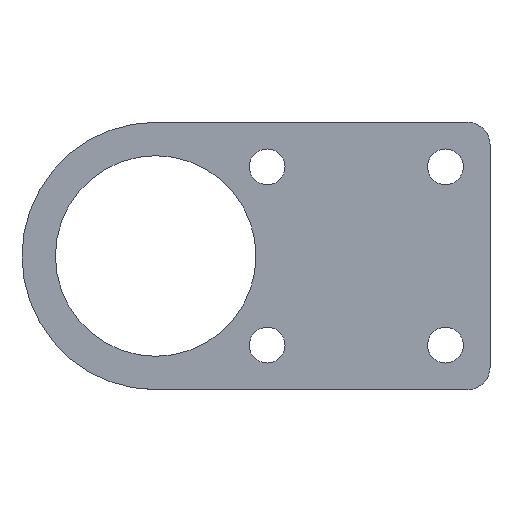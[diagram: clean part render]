
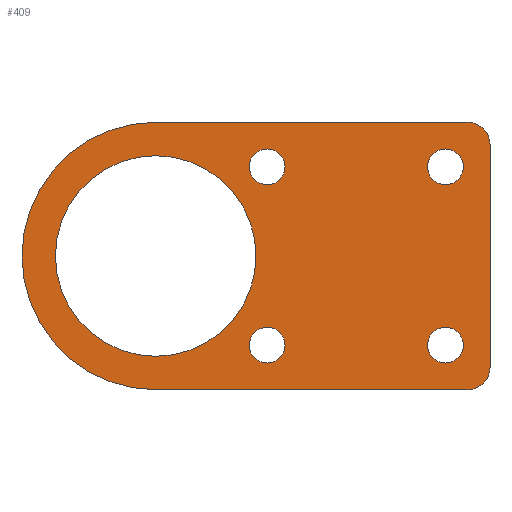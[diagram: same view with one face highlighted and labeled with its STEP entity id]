
A CAD part, top view. The second image highlights one B-rep face of the part: STEP entity #409.
In plain terms, the highlighted planar face has unit normal (0, 0, 1).
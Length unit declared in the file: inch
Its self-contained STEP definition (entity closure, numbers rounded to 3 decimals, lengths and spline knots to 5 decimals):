
#1 = EDGE_CURVE ( 'NONE', #607, #510, #425, .T. ) ;
#2 = CIRCLE ( 'NONE', #219, 0.1005 ) ;
#6 = LINE ( 'NONE', #260, #444 ) ;
#7 = EDGE_LOOP ( 'NONE', ( #86, #49 ) ) ;
#13 = DIRECTION ( 'NONE',  ( 1., 0., 0. ) ) ;
#24 = CIRCLE ( 'NONE', #242, 0.1005 ) ;
#27 = FACE_OUTER_BOUND ( 'NONE', #400, .T. ) ;
#30 = CARTESIAN_POINT ( 'NONE',  ( 1.7255, -0.5, 0. ) ) ;
#32 = AXIS2_PLACEMENT_3D ( 'NONE', #345, #553, #303 ) ;
#35 = VERTEX_POINT ( 'NONE', #381 ) ;
#41 = EDGE_LOOP ( 'NONE', ( #548, #332 ) ) ;
#43 = AXIS2_PLACEMENT_3D ( 'NONE', #52, #111, #508 ) ;
#46 = VERTEX_POINT ( 'NONE', #30 ) ;
#47 = CARTESIAN_POINT ( 'NONE',  ( 1.875, -0.75, 0. ) ) ;
#49 = ORIENTED_EDGE ( 'NONE', *, *, #392, .F. ) ;
#51 = VERTEX_POINT ( 'NONE', #450 ) ;
#52 = CARTESIAN_POINT ( 'NONE',  ( 0., 0., 0. ) ) ;
#66 = EDGE_CURVE ( 'NONE', #122, #435, #527, .T. ) ;
#71 = EDGE_LOOP ( 'NONE', ( #297, #502 ) ) ;
#76 = PLANE ( 'NONE',  #98 ) ;
#81 = FACE_BOUND ( 'NONE', #7, .T. ) ;
#86 = ORIENTED_EDGE ( 'NONE', *, *, #249, .F. ) ;
#87 = EDGE_CURVE ( 'NONE', #367, #523, #320, .T. ) ;
#90 = CARTESIAN_POINT ( 'NONE',  ( 1.5245, 0.5, 0. ) ) ;
#93 = DIRECTION ( 'NONE',  ( 1., 0., 0. ) ) ;
#98 = AXIS2_PLACEMENT_3D ( 'NONE', #522, #330, #574 ) ;
#99 = AXIS2_PLACEMENT_3D ( 'NONE', #398, #148, #361 ) ;
#100 = CARTESIAN_POINT ( 'NONE',  ( 1.625, 0.5, 0. ) ) ;
#103 = VERTEX_POINT ( 'NONE', #146 ) ;
#105 = DIRECTION ( 'NONE',  ( 0., 0., 1. ) ) ;
#108 = CARTESIAN_POINT ( 'NONE',  ( -0.5625, 0., 0. ) ) ;
#111 = DIRECTION ( 'NONE',  ( 0., 0., 1. ) ) ;
#122 = VERTEX_POINT ( 'NONE', #247 ) ;
#123 = FACE_BOUND ( 'NONE', #204, .T. ) ;
#124 = VERTEX_POINT ( 'NONE', #652 ) ;
#135 = AXIS2_PLACEMENT_3D ( 'NONE', #579, #390, #287 ) ;
#139 = ORIENTED_EDGE ( 'NONE', *, *, #642, .F. ) ;
#146 = CARTESIAN_POINT ( 'NONE',  ( 1.5245, -0.5, 0. ) ) ;
#148 = DIRECTION ( 'NONE',  ( 0., 0., 1. ) ) ;
#152 = DIRECTION ( 'NONE',  ( 0., 1., 0. ) ) ;
#153 = EDGE_CURVE ( 'NONE', #523, #367, #397, .T. ) ;
#171 = EDGE_CURVE ( 'NONE', #302, #122, #545, .T. ) ;
#173 = FACE_BOUND ( 'NONE', #41, .T. ) ;
#179 = ORIENTED_EDGE ( 'NONE', *, *, #577, .F. ) ;
#181 = EDGE_CURVE ( 'NONE', #435, #51, #6, .T. ) ;
#182 = LINE ( 'NONE', #276, #374 ) ;
#186 = DIRECTION ( 'NONE',  ( 1., 0., 0. ) ) ;
#192 = ORIENTED_EDGE ( 'NONE', *, *, #428, .T. ) ;
#195 = CIRCLE ( 'NONE', #135, 0.125 ) ;
#196 = AXIS2_PLACEMENT_3D ( 'NONE', #100, #294, #443 ) ;
#204 = EDGE_LOOP ( 'NONE', ( #285, #448 ) ) ;
#209 = AXIS2_PLACEMENT_3D ( 'NONE', #225, #433, #575 ) ;
#211 = DIRECTION ( 'NONE',  ( 0., 0., 1. ) ) ;
#219 = AXIS2_PLACEMENT_3D ( 'NONE', #432, #224, #630 ) ;
#224 = DIRECTION ( 'NONE',  ( 0., 0., 1. ) ) ;
#225 = CARTESIAN_POINT ( 'NONE',  ( 0., 0., 0. ) ) ;
#228 = CARTESIAN_POINT ( 'NONE',  ( 0.7255, 0.5, 0. ) ) ;
#233 = CIRCLE ( 'NONE', #612, 0.1005 ) ;
#234 = CARTESIAN_POINT ( 'NONE',  ( 1.75, 0.75, 0. ) ) ;
#237 = DIRECTION ( 'NONE',  ( 0., 0., 1. ) ) ;
#241 = VERTEX_POINT ( 'NONE', #358 ) ;
#242 = AXIS2_PLACEMENT_3D ( 'NONE', #293, #306, #643 ) ;
#247 = CARTESIAN_POINT ( 'NONE',  ( 1.75, -0.75, 0. ) ) ;
#249 = EDGE_CURVE ( 'NONE', #46, #103, #447, .T. ) ;
#250 = DIRECTION ( 'NONE',  ( 0., 0., 1. ) ) ;
#260 = CARTESIAN_POINT ( 'NONE',  ( 1.875, 0.75, 0. ) ) ;
#276 = CARTESIAN_POINT ( 'NONE',  ( 0., 0.75, 0. ) ) ;
#283 = EDGE_CURVE ( 'NONE', #124, #371, #477, .T. ) ;
#285 = ORIENTED_EDGE ( 'NONE', *, *, #611, .F. ) ;
#287 = DIRECTION ( 'NONE',  ( 1., 0., 0. ) ) ;
#289 = AXIS2_PLACEMENT_3D ( 'NONE', #418, #615, #609 ) ;
#293 = CARTESIAN_POINT ( 'NONE',  ( 0.625, -0.5, 0. ) ) ;
#294 = DIRECTION ( 'NONE',  ( 0., 0., 1. ) ) ;
#295 = ORIENTED_EDGE ( 'NONE', *, *, #171, .T. ) ;
#297 = ORIENTED_EDGE ( 'NONE', *, *, #1, .F. ) ;
#302 = VERTEX_POINT ( 'NONE', #618 ) ;
#303 = DIRECTION ( 'NONE',  ( -1., 0., 0. ) ) ;
#306 = DIRECTION ( 'NONE',  ( 0., 0., 1. ) ) ;
#320 = CIRCLE ( 'NONE', #196, 0.1005 ) ;
#325 = CARTESIAN_POINT ( 'NONE',  ( 1.7255, 0.5, 0. ) ) ;
#330 = DIRECTION ( 'NONE',  ( 0., 0., 1. ) ) ;
#332 = ORIENTED_EDGE ( 'NONE', *, *, #153, .F. ) ;
#345 = CARTESIAN_POINT ( 'NONE',  ( 1.625, 0.5, 0. ) ) ;
#356 = EDGE_LOOP ( 'NONE', ( #179, #139 ) ) ;
#358 = CARTESIAN_POINT ( 'NONE',  ( 0.7255, -0.5, 0. ) ) ;
#360 = VECTOR ( 'NONE', #556, 39.37008 ) ;
#361 = DIRECTION ( 'NONE',  ( 1., 0., 0. ) ) ;
#363 = CIRCLE ( 'NONE', #456, 0.1005 ) ;
#367 = VERTEX_POINT ( 'NONE', #325 ) ;
#371 = VERTEX_POINT ( 'NONE', #228 ) ;
#374 = VECTOR ( 'NONE', #582, 39.37008 ) ;
#376 = EDGE_CURVE ( 'NONE', #51, #498, #195, .T. ) ;
#377 = CIRCLE ( 'NONE', #43, 0.75 ) ;
#381 = CARTESIAN_POINT ( 'NONE',  ( 0., 0.75, 0. ) ) ;
#388 = CIRCLE ( 'NONE', #99, 0.5625 ) ;
#390 = DIRECTION ( 'NONE',  ( 0., 0., 1. ) ) ;
#392 = EDGE_CURVE ( 'NONE', #103, #46, #2, .T. ) ;
#393 = FACE_BOUND ( 'NONE', #356, .T. ) ;
#397 = CIRCLE ( 'NONE', #32, 0.1005 ) ;
#398 = CARTESIAN_POINT ( 'NONE',  ( 0., 0., 0. ) ) ;
#400 = EDGE_LOOP ( 'NONE', ( #295, #600, #475, #451, #192, #636 ) ) ;
#409 = ADVANCED_FACE ( 'NONE', ( #393, #81, #173, #123, #524, #27 ), #76, .T. ) ;
#415 = CARTESIAN_POINT ( 'NONE',  ( 0.5625, 0., 0. ) ) ;
#418 = CARTESIAN_POINT ( 'NONE',  ( 0.625, 0.5, 0. ) ) ;
#425 = CIRCLE ( 'NONE', #209, 0.5625 ) ;
#428 = EDGE_CURVE ( 'NONE', #498, #35, #182, .T. ) ;
#432 = CARTESIAN_POINT ( 'NONE',  ( 1.625, -0.5, 0. ) ) ;
#433 = DIRECTION ( 'NONE',  ( 0., 0., 1. ) ) ;
#435 = VERTEX_POINT ( 'NONE', #437 ) ;
#437 = CARTESIAN_POINT ( 'NONE',  ( 1.875, -0.625, 0. ) ) ;
#438 = AXIS2_PLACEMENT_3D ( 'NONE', #471, #211, #13 ) ;
#443 = DIRECTION ( 'NONE',  ( -1., 0., 0. ) ) ;
#444 = VECTOR ( 'NONE', #152, 39.37008 ) ;
#445 = DIRECTION ( 'NONE',  ( -1., 0., 0. ) ) ;
#447 = CIRCLE ( 'NONE', #438, 0.1005 ) ;
#448 = ORIENTED_EDGE ( 'NONE', *, *, #283, .F. ) ;
#450 = CARTESIAN_POINT ( 'NONE',  ( 1.875, 0.625, 0. ) ) ;
#451 = ORIENTED_EDGE ( 'NONE', *, *, #376, .T. ) ;
#456 = AXIS2_PLACEMENT_3D ( 'NONE', #488, #237, #445 ) ;
#467 = VERTEX_POINT ( 'NONE', #481 ) ;
#471 = CARTESIAN_POINT ( 'NONE',  ( 1.625, -0.5, 0. ) ) ;
#475 = ORIENTED_EDGE ( 'NONE', *, *, #181, .T. ) ;
#477 = CIRCLE ( 'NONE', #289, 0.1005 ) ;
#481 = CARTESIAN_POINT ( 'NONE',  ( 0.5245, -0.5, 0. ) ) ;
#488 = CARTESIAN_POINT ( 'NONE',  ( 0.625, -0.5, 0. ) ) ;
#498 = VERTEX_POINT ( 'NONE', #234 ) ;
#502 = ORIENTED_EDGE ( 'NONE', *, *, #538, .F. ) ;
#508 = DIRECTION ( 'NONE',  ( 1., 0., 0. ) ) ;
#510 = VERTEX_POINT ( 'NONE', #108 ) ;
#522 = CARTESIAN_POINT ( 'NONE',  ( 0., 0., 0. ) ) ;
#523 = VERTEX_POINT ( 'NONE', #90 ) ;
#524 = FACE_BOUND ( 'NONE', #71, .T. ) ;
#527 = CIRCLE ( 'NONE', #598, 0.125 ) ;
#538 = EDGE_CURVE ( 'NONE', #510, #607, #388, .T. ) ;
#545 = LINE ( 'NONE', #47, #360 ) ;
#548 = ORIENTED_EDGE ( 'NONE', *, *, #87, .F. ) ;
#553 = DIRECTION ( 'NONE',  ( 0., 0., 1. ) ) ;
#556 = DIRECTION ( 'NONE',  ( 1., 0., 0. ) ) ;
#574 = DIRECTION ( 'NONE',  ( 1., 0., 0. ) ) ;
#575 = DIRECTION ( 'NONE',  ( 1., 0., 0. ) ) ;
#577 = EDGE_CURVE ( 'NONE', #241, #467, #24, .T. ) ;
#579 = CARTESIAN_POINT ( 'NONE',  ( 1.75, 0.625, 0. ) ) ;
#582 = DIRECTION ( 'NONE',  ( -1., 0., 0. ) ) ;
#598 = AXIS2_PLACEMENT_3D ( 'NONE', #650, #105, #93 ) ;
#600 = ORIENTED_EDGE ( 'NONE', *, *, #66, .T. ) ;
#606 = EDGE_CURVE ( 'NONE', #35, #302, #377, .T. ) ;
#607 = VERTEX_POINT ( 'NONE', #415 ) ;
#609 = DIRECTION ( 'NONE',  ( 1., 0., 0. ) ) ;
#611 = EDGE_CURVE ( 'NONE', #371, #124, #233, .T. ) ;
#612 = AXIS2_PLACEMENT_3D ( 'NONE', #645, #250, #186 ) ;
#615 = DIRECTION ( 'NONE',  ( 0., 0., 1. ) ) ;
#618 = CARTESIAN_POINT ( 'NONE',  ( 0., -0.75, 0. ) ) ;
#630 = DIRECTION ( 'NONE',  ( 1., 0., 0. ) ) ;
#636 = ORIENTED_EDGE ( 'NONE', *, *, #606, .T. ) ;
#642 = EDGE_CURVE ( 'NONE', #467, #241, #363, .T. ) ;
#643 = DIRECTION ( 'NONE',  ( -1., 0., 0. ) ) ;
#645 = CARTESIAN_POINT ( 'NONE',  ( 0.625, 0.5, 0. ) ) ;
#650 = CARTESIAN_POINT ( 'NONE',  ( 1.75, -0.625, 0. ) ) ;
#652 = CARTESIAN_POINT ( 'NONE',  ( 0.5245, 0.5, 0. ) ) ;
